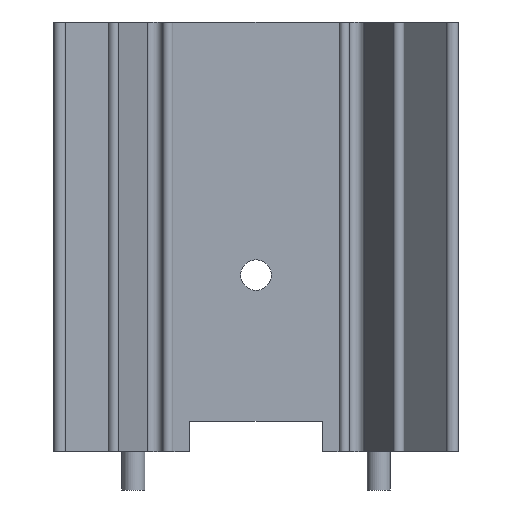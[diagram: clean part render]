
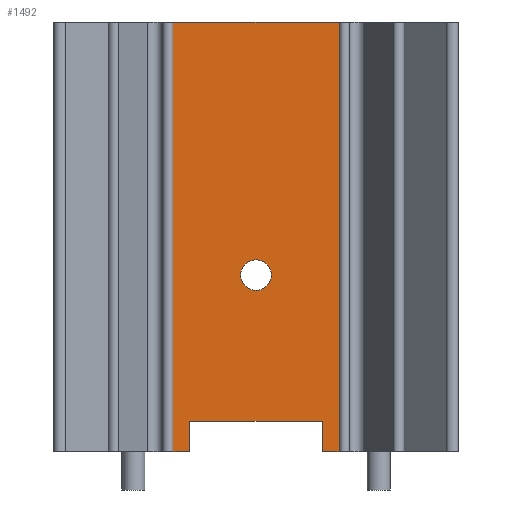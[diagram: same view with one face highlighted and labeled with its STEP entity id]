
A CAD part, front view. The second image highlights one B-rep face of the part: STEP entity #1492.
In plain terms, the highlighted planar face has unit normal (0, -1, 0).
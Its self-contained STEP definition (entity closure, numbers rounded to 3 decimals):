
#257=CARTESIAN_POINT('',(1.585,-0.785,18.29));
#258=VERTEX_POINT('',#257);
#267=CARTESIAN_POINT('',(-1.585,-0.785,18.29));
#268=VERTEX_POINT('',#267);
#269=CARTESIAN_POINT('',(0.,-0.785,18.29));
#270=DIRECTION('',(0.0,1.0,0.0));
#271=DIRECTION('',(1.0,0.0,0.0));
#272=AXIS2_PLACEMENT_3D('',#269,#270,#271);
#273=CIRCLE('',#272,1.585);
#274=EDGE_CURVE('',#268,#258,#273,.T.);
#308=CARTESIAN_POINT('',(0.,-0.785,18.29));
#309=DIRECTION('',(0.0,1.0,0.0));
#310=DIRECTION('',(1.0,0.0,0.0));
#311=AXIS2_PLACEMENT_3D('',#308,#309,#310);
#312=CIRCLE('',#311,1.585);
#313=EDGE_CURVE('',#258,#268,#312,.T.);
#323=CARTESIAN_POINT('',(6.86,-0.785,3.18));
#324=VERTEX_POINT('',#323);
#325=CARTESIAN_POINT('',(6.86,-0.785,0.));
#326=VERTEX_POINT('',#325);
#327=CARTESIAN_POINT('',(6.86,-0.785,3.18));
#328=DIRECTION('',(0.0,0.0,-1.0));
#329=VECTOR('',#328,3.18);
#330=LINE('',#327,#329);
#331=EDGE_CURVE('',#324,#326,#330,.T.);
#363=CARTESIAN_POINT('',(-6.86,-0.785,0.));
#364=VERTEX_POINT('',#363);
#365=CARTESIAN_POINT('',(-6.86,-0.785,3.18));
#366=VERTEX_POINT('',#365);
#367=CARTESIAN_POINT('',(-6.86,-0.785,0.0));
#368=DIRECTION('',(0.0,0.0,1.0));
#369=VECTOR('',#368,3.18);
#370=LINE('',#367,#369);
#371=EDGE_CURVE('',#364,#366,#370,.T.);
#403=CARTESIAN_POINT('',(-6.86,-0.785,3.18));
#404=DIRECTION('',(1.0,0.0,0.0));
#405=VECTOR('',#404,13.72);
#406=LINE('',#403,#405);
#407=EDGE_CURVE('',#366,#324,#406,.T.);
#426=CARTESIAN_POINT('',(-8.604,-0.785,0.0));
#427=VERTEX_POINT('',#426);
#428=CARTESIAN_POINT('',(-8.604,-0.785,0.0));
#429=DIRECTION('',(1.0,0.0,0.0));
#430=VECTOR('',#429,1.744);
#431=LINE('',#428,#430);
#432=EDGE_CURVE('',#427,#364,#431,.T.);
#1007=CARTESIAN_POINT('',(8.604,-0.785,0.0));
#1008=VERTEX_POINT('',#1007);
#1015=CARTESIAN_POINT('',(6.86,-0.785,0.0));
#1016=DIRECTION('',(1.0,0.0,0.0));
#1017=VECTOR('',#1016,1.744);
#1018=LINE('',#1015,#1017);
#1019=EDGE_CURVE('',#326,#1008,#1018,.T.);
#1442=CARTESIAN_POINT('',(8.604,-0.785,44.5));
#1443=VERTEX_POINT('',#1442);
#1450=CARTESIAN_POINT('',(8.604,-0.785,0.0));
#1451=DIRECTION('',(0.0,0.0,1.0));
#1452=VECTOR('',#1451,44.5);
#1453=LINE('',#1450,#1452);
#1454=EDGE_CURVE('',#1008,#1443,#1453,.T.);
#1461=CARTESIAN_POINT('',(8.604,-0.785,0.0));
#1462=DIRECTION('',(0.0,-1.0,0.0));
#1463=DIRECTION('',(0.0,0.0,-1.0));
#1464=AXIS2_PLACEMENT_3D('',#1461,#1462,#1463);
#1465=PLANE('',#1464);
#1466=ORIENTED_EDGE('',*,*,#331,.T.);
#1467=ORIENTED_EDGE('',*,*,#1019,.T.);
#1468=ORIENTED_EDGE('',*,*,#1454,.T.);
#1469=CARTESIAN_POINT('',(-8.604,-0.785,44.5));
#1470=VERTEX_POINT('',#1469);
#1471=CARTESIAN_POINT('',(8.604,-0.785,44.5));
#1472=DIRECTION('',(-1.0,0.0,0.0));
#1473=VECTOR('',#1472,17.208);
#1474=LINE('',#1471,#1473);
#1475=EDGE_CURVE('',#1443,#1470,#1474,.T.);
#1476=ORIENTED_EDGE('',*,*,#1475,.T.);
#1477=CARTESIAN_POINT('',(-8.604,-0.785,0.0));
#1478=DIRECTION('',(0.0,0.0,1.0));
#1479=VECTOR('',#1478,44.5);
#1480=LINE('',#1477,#1479);
#1481=EDGE_CURVE('',#427,#1470,#1480,.T.);
#1482=ORIENTED_EDGE('',*,*,#1481,.F.);
#1483=ORIENTED_EDGE('',*,*,#432,.T.);
#1484=ORIENTED_EDGE('',*,*,#371,.T.);
#1485=ORIENTED_EDGE('',*,*,#407,.T.);
#1486=EDGE_LOOP('',(#1466,#1467,#1468,#1476,#1482,#1483,#1484,#1485));
#1487=FACE_OUTER_BOUND('',#1486,.T.);
#1488=ORIENTED_EDGE('',*,*,#313,.T.);
#1489=ORIENTED_EDGE('',*,*,#274,.T.);
#1490=EDGE_LOOP('',(#1488,#1489));
#1491=FACE_BOUND('',#1490,.T.);
#1492=ADVANCED_FACE('',(#1487,#1491),#1465,.T.);
